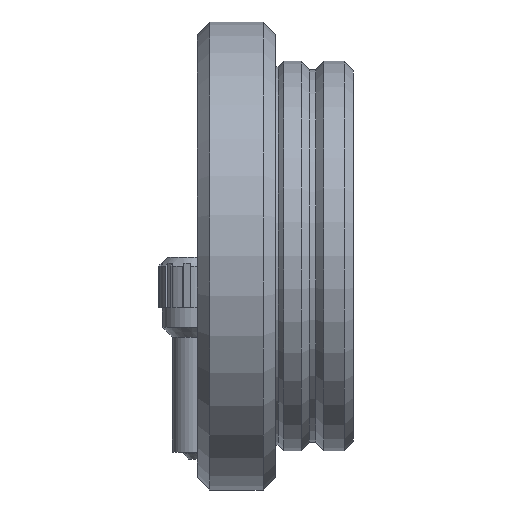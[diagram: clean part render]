
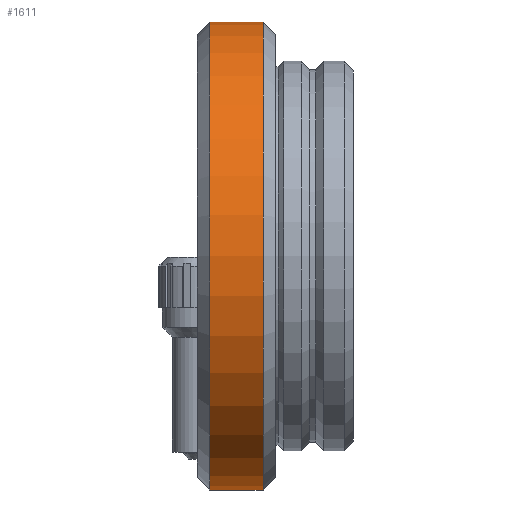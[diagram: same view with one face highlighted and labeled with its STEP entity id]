
A CAD part, top view. The second image highlights one B-rep face of the part: STEP entity #1611.
In plain terms, the highlighted cylindrical face has radius 19.05 mm (diameter 38.1 mm), a full revolution.
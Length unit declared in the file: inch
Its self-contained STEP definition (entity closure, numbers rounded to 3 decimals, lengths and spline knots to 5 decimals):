
#83 = AXIS2_PLACEMENT_3D ( 'NONE', #741, #2018, #926 ) ;
#91 = CIRCLE ( 'NONE', #1750, 0.75 ) ;
#135 = VERTEX_POINT ( 'NONE', #1037 ) ;
#314 = EDGE_CURVE ( 'NONE', #728, #728, #91, .T. ) ;
#327 = ORIENTED_EDGE ( 'NONE', *, *, #837, .T. ) ;
#563 = DIRECTION ( 'NONE',  ( 0., 0., -1. ) ) ;
#665 = CYLINDRICAL_SURFACE ( 'NONE', #904, 0.75 ) ;
#724 = FACE_OUTER_BOUND ( 'NONE', #1669, .T. ) ;
#728 = VERTEX_POINT ( 'NONE', #753 ) ;
#741 = CARTESIAN_POINT ( 'NONE',  ( 0.21, 0., 0. ) ) ;
#753 = CARTESIAN_POINT ( 'NONE',  ( 0.04, 0., 0.75 ) ) ;
#837 = EDGE_CURVE ( 'NONE', #135, #135, #1432, .T. ) ;
#842 = FACE_OUTER_BOUND ( 'NONE', #1666, .T. ) ;
#904 = AXIS2_PLACEMENT_3D ( 'NONE', #1657, #1092, #563 ) ;
#926 = DIRECTION ( 'NONE',  ( 0., 0., -1. ) ) ;
#956 = DIRECTION ( 'NONE',  ( 1., 0., 0. ) ) ;
#1037 = CARTESIAN_POINT ( 'NONE',  ( 0.21, 0., -0.75 ) ) ;
#1092 = DIRECTION ( 'NONE',  ( 1., 0., 0. ) ) ;
#1432 = CIRCLE ( 'NONE', #83, 0.75 ) ;
#1611 = ADVANCED_FACE ( 'NONE', ( #724, #842 ), #665, .T. ) ;
#1657 = CARTESIAN_POINT ( 'NONE',  ( 0., 0., 0. ) ) ;
#1666 = EDGE_LOOP ( 'NONE', ( #327 ) ) ;
#1669 = EDGE_LOOP ( 'NONE', ( #2053 ) ) ;
#1750 = AXIS2_PLACEMENT_3D ( 'NONE', #2052, #956, #2242 ) ;
#2018 = DIRECTION ( 'NONE',  ( -1., 0., 0. ) ) ;
#2052 = CARTESIAN_POINT ( 'NONE',  ( 0.04, 0., 0. ) ) ;
#2053 = ORIENTED_EDGE ( 'NONE', *, *, #314, .T. ) ;
#2242 = DIRECTION ( 'NONE',  ( 0., 0., 1. ) ) ;
